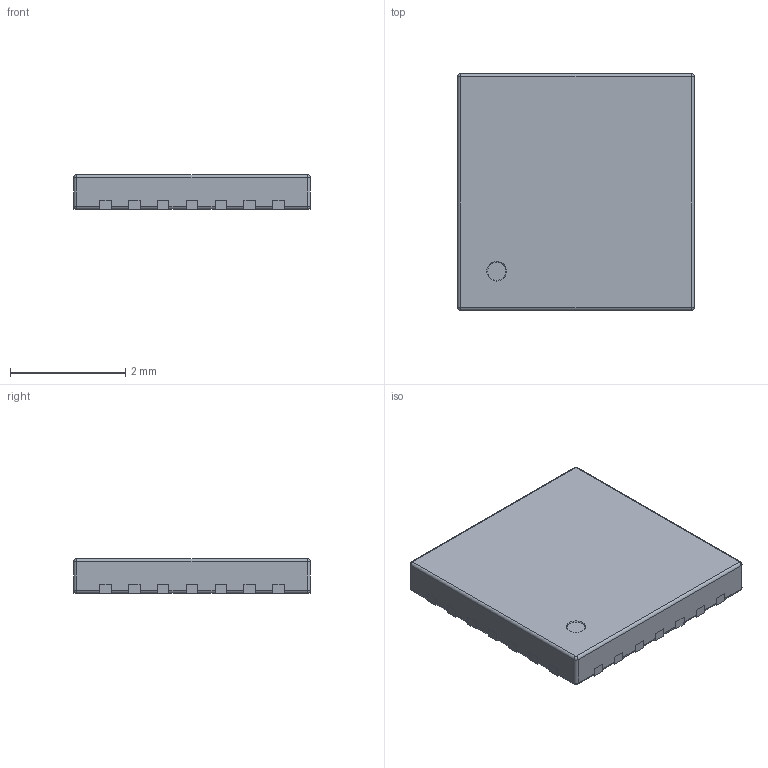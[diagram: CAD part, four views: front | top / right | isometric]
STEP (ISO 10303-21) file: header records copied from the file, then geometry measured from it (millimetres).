
FILE_DESCRIPTION(('STEP AP214'), '1');
FILE_NAME('ST_UFQFPN28', '2020-01-08T04:49:07', ('AF'), (''), 'UNSPECIFIED', 'UNSPECIFIED', '');
FILE_SCHEMA(('AUTOMOTIVE_DESIGN { 1 0 10303 214 3 1 1}'));
Length unit declared in the file: millimetre
Assembly tree (14 placements, depth 2):
  (unnamed)
    (unnamed)  x5
    (unnamed)  x5
    (unnamed)
    (unnamed)
    (unnamed)  x2
Bounding box: 4.1 x 4.1 x 0.6 mm (x, y, z)
Volume: 10.1 mm3; surface area: 55.6 mm2
Topology: 29 solids, 29 shells, 562 faces, 1557 edges, 1074 vertices
Faces by surface type: plane 457, cylinder 96, sphere 8, cone 1
Entity records: 16050 total; most frequent: CARTESIAN_POINT 2151, DIRECTION 2068, ORIENTED_EDGE 1992, EDGE_CURVE 996, LINE 958, VECTOR 958, VERTEX_POINT 638, AXIS2_PLACEMENT_3D 555
